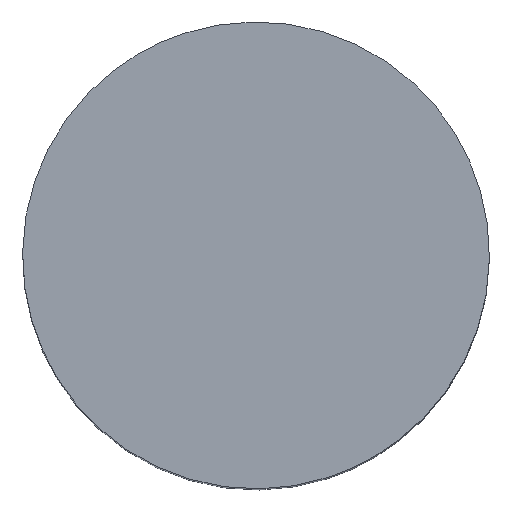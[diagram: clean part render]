
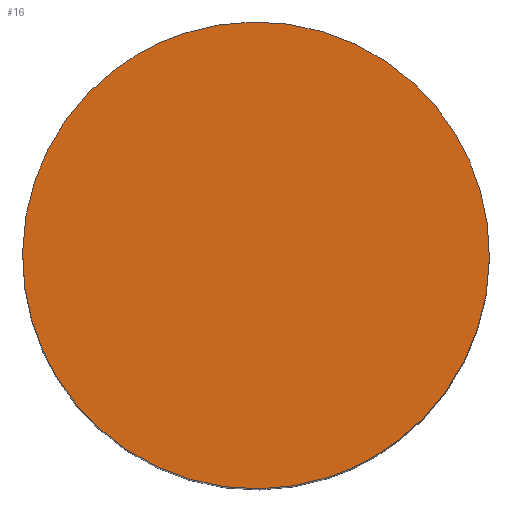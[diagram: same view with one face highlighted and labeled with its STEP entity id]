
A CAD part, top view. The second image highlights one B-rep face of the part: STEP entity #16.
In plain terms, the highlighted planar face has unit normal (0, 0, 1).
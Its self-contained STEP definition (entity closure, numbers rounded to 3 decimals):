
#16=ADVANCED_FACE('',(#20),#55,.T.);
#20=FACE_OUTER_BOUND('',#24,.T.);
#24=EDGE_LOOP('',(#32,#33));
#32=ORIENTED_EDGE('',*,*,#40,.T.);
#33=ORIENTED_EDGE('',*,*,#43,.T.);
#40=EDGE_CURVE('',#51,#53,#46,.T.);
#43=EDGE_CURVE('',#53,#51,#49,.T.);
#46=(
BOUNDED_CURVE()
B_SPLINE_CURVE(2,(#175,#176,#177,#178,#179),.UNSPECIFIED.,.F.,.F.)
B_SPLINE_CURVE_WITH_KNOTS((3,2,3),(0.,192.724,385.448),
 .UNSPECIFIED.)
CURVE()
GEOMETRIC_REPRESENTATION_ITEM()
RATIONAL_B_SPLINE_CURVE((1.,0.707,1.,0.707,1.))
REPRESENTATION_ITEM('')
);
#49=(
BOUNDED_CURVE()
B_SPLINE_CURVE(2,(#187,#188,#189,#190,#191),.UNSPECIFIED.,.F.,.F.)
B_SPLINE_CURVE_WITH_KNOTS((3,2,3),(385.448,578.172,770.896),
 .UNSPECIFIED.)
CURVE()
GEOMETRIC_REPRESENTATION_ITEM()
RATIONAL_B_SPLINE_CURVE((1.,0.707,1.,0.707,1.))
REPRESENTATION_ITEM('')
);
#51=VERTEX_POINT('',#165);
#53=VERTEX_POINT('',#167);
#55=PLANE('',#148);
#148=AXIS2_PLACEMENT_3D('',#162,#155,$);
#155=DIRECTION('',(0.,0.,1.));
#162=CARTESIAN_POINT('',(213.082,-442.55,359.267));
#165=CARTESIAN_POINT('',(-58.634,-281.62,359.267));
#167=CARTESIAN_POINT('',(65.199,-493.465,359.267));
#175=CARTESIAN_POINT('',(-58.634,-281.62,359.267));
#176=CARTESIAN_POINT('',(-164.557,-343.537,359.267));
#177=CARTESIAN_POINT('',(-102.64,-449.459,359.267));
#178=CARTESIAN_POINT('',(-40.723,-555.382,359.267));
#179=CARTESIAN_POINT('',(65.199,-493.465,359.267));
#187=CARTESIAN_POINT('',(65.199,-493.465,359.267));
#188=CARTESIAN_POINT('',(171.122,-431.548,359.267));
#189=CARTESIAN_POINT('',(109.205,-325.626,359.267));
#190=CARTESIAN_POINT('',(47.288,-219.703,359.267));
#191=CARTESIAN_POINT('',(-58.634,-281.62,359.267));
